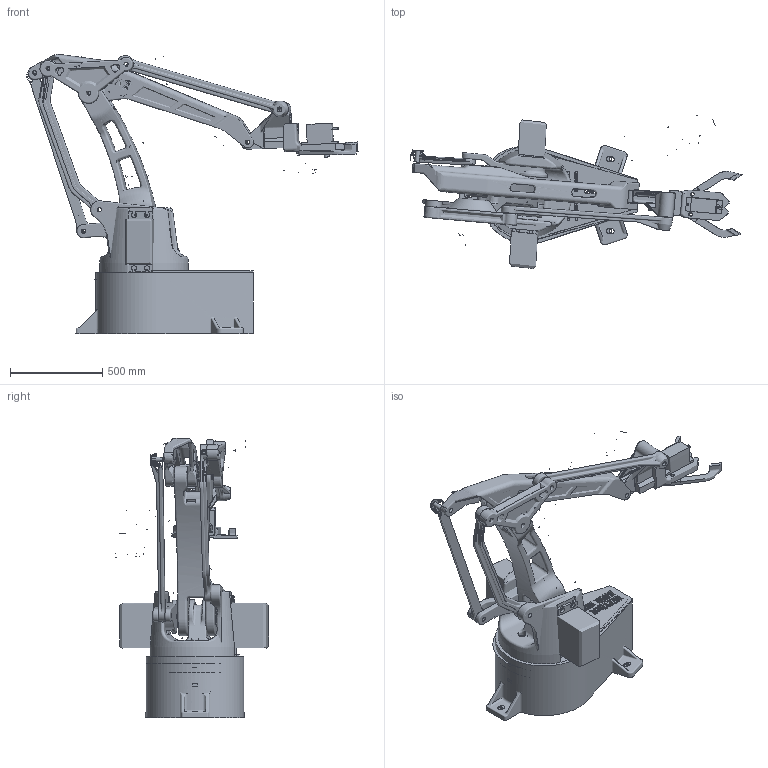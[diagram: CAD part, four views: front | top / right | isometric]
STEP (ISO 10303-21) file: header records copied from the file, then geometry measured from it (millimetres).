
FILE_DESCRIPTION(('HOOPS Exchange Step'),'2;1');
FILE_NAME('easy_robot.step','2023-04-03T10:15:51+02:00',('jetff'),('Unknown organisation'),'HOOPS Exchange 2022.2','HOOPS Exchange','Unknown authorisation');
FILE_SCHEMA( ('AP242_MANAGED_MODEL_BASED_3D_ENGINEERING_MIM_LF {1 0 10303 442 1 1 4 }') );
Length unit declared in the file: millimetre
Products named in the file (41): GeoContainer; Robot World; Link_2; Suivi Axis 3; Suivi Axis 2 bis; mountplate; Axis 6; Axis 5; Axis 4; Axis 4 Bis; Link_1; SuiviAxis3; SuiviAxis2; Axis 3; Axis 2; Suivi Axis 2; Suivi Arriere 2; Suivi Arriere J3; Suivi Arrière J2; Axis 1; easy_robot; 0
Assembly tree (40 placements, depth 12):
  0
    easy_robot
      GeoContainer
      Robot World
        GeoContainer
      Axis 1
        GeoContainer
        Axis 2
          GeoContainer
          Suivi Axis 2 bis
            GeoContainer
            Suivi Axis 3
              GeoContainer
              Link_2
                GeoContainer
          Axis 3
            GeoContainer
            SuiviAxis2
              GeoContainer
              SuiviAxis3
                GeoContainer
                Link_1
                  GeoContainer
                  Axis 5
                  Axis 4
                  Axis 4 Bis
        Suivi Axis 2
          GeoContainer
        Suivi Arrière J2
          GeoContainer
          Suivi Arriere J3
            GeoContainer
            Suivi Arriere 2
              GeoContainer
Bounding box: 1797.52 x 828.87 x 1532.26 mm (x, y, z)
Surface area: 7571133.4 mm2 (no closed solid volume)
Topology: 0 solids, 250 shells, 666 faces, 0 edges, 0 vertices
Faces by surface type: other 666
Entity records: 2505 total; most frequent: TRIANGULATED_FACE 666, COORDINATES_LIST 250, TESSELLATED_SHELL 250, STYLED_ITEM 250, DIRECTION 166, CARTESIAN_POINT 83, AXIS2_PLACEMENT_3D 83, PRODUCT_DEFINITION_SHAPE 81
